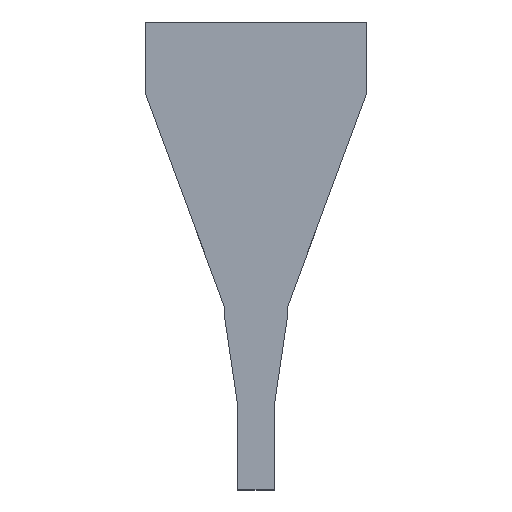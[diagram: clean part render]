
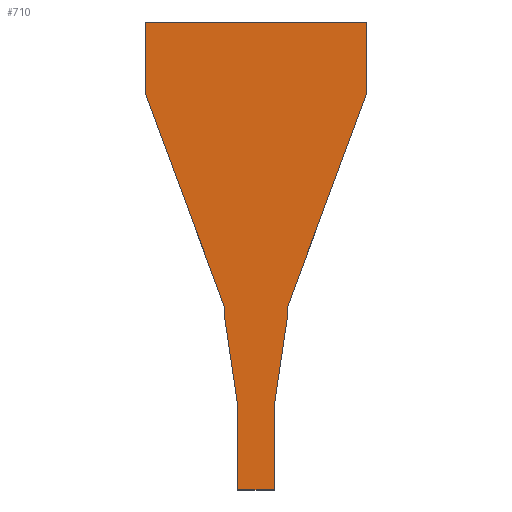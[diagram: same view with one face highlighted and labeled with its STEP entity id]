
A CAD part, top view. The second image highlights one B-rep face of the part: STEP entity #710.
In plain terms, the highlighted planar face has unit normal (0, 0, 1).
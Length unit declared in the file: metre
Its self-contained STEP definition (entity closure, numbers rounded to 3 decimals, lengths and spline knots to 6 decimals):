
#710 = ADVANCED_FACE( '', ( #1447 ), #1448, .F. );
#1447 = FACE_OUTER_BOUND( '', #2269, .T. );
#1448 = PLANE( '', #2270 );
#2269 = EDGE_LOOP( '', ( #4205, #4206, #4207, #4208, #4209, #4210, #4211, #4212, #4213, #4214, #4215, #4216 ) );
#2270 = AXIS2_PLACEMENT_3D( '', #4217, #4218, #4219 );
#4205 = ORIENTED_EDGE( '', *, *, #4666, .F. );
#4206 = ORIENTED_EDGE( '', *, *, #4995, .T. );
#4207 = ORIENTED_EDGE( '', *, *, #4568, .T. );
#4208 = ORIENTED_EDGE( '', *, *, #5010, .F. );
#4209 = ORIENTED_EDGE( '', *, *, #4797, .F. );
#4210 = ORIENTED_EDGE( '', *, *, #4896, .F. );
#4211 = ORIENTED_EDGE( '', *, *, #4273, .T. );
#4212 = ORIENTED_EDGE( '', *, *, #4737, .T. );
#4213 = ORIENTED_EDGE( '', *, *, #4902, .T. );
#4214 = ORIENTED_EDGE( '', *, *, #4807, .F. );
#4215 = ORIENTED_EDGE( '', *, *, #4258, .T. );
#4216 = ORIENTED_EDGE( '', *, *, #4969, .T. );
#4217 = CARTESIAN_POINT( '', ( -0.1524, 0.522777, 0.08255 ) );
#4218 = DIRECTION( '', ( 0., 0., -1. ) );
#4219 = DIRECTION( '', ( 1., 0., 0. ) );
#4258 = EDGE_CURVE( '', #5023, #5028, #5030, .T. );
#4273 = EDGE_CURVE( '', #5050, #5055, #5057, .T. );
#4568 = EDGE_CURVE( '', #5532, #5537, #5539, .T. );
#4666 = EDGE_CURVE( '', #5680, #5682, #5683, .T. );
#4737 = EDGE_CURVE( '', #5055, #5776, #5778, .T. );
#4797 = EDGE_CURVE( '', #5849, #5851, #5852, .T. );
#4807 = EDGE_CURVE( '', #5023, #5865, #5866, .T. );
#4896 = EDGE_CURVE( '', #5050, #5849, #5978, .T. );
#4902 = EDGE_CURVE( '', #5776, #5865, #5984, .T. );
#4969 = EDGE_CURVE( '', #5028, #5682, #6060, .T. );
#4995 = EDGE_CURVE( '', #5680, #5532, #6086, .T. );
#5010 = EDGE_CURVE( '', #5851, #5537, #6101, .T. );
#5023 = VERTEX_POINT( '', #6114 );
#5028 = VERTEX_POINT( '', #6121 );
#5030 = LINE( '', #6124, #6125 );
#5050 = VERTEX_POINT( '', #6153 );
#5055 = VERTEX_POINT( '', #6160 );
#5057 = LINE( '', #6163, #6164 );
#5532 = VERTEX_POINT( '', #6858 );
#5537 = VERTEX_POINT( '', #6865 );
#5539 = LINE( '', #6868, #6869 );
#5680 = VERTEX_POINT( '', #7094 );
#5682 = VERTEX_POINT( '', #7097 );
#5683 = LINE( '', #7098, #7099 );
#5776 = VERTEX_POINT( '', #7227 );
#5778 = LINE( '', #7230, #7231 );
#5849 = VERTEX_POINT( '', #7344 );
#5851 = VERTEX_POINT( '', #7347 );
#5852 = LINE( '', #7348, #7349 );
#5865 = VERTEX_POINT( '', #7366 );
#5866 = LINE( '', #7367, #7368 );
#5978 = LINE( '', #7527, #7528 );
#5984 = LINE( '', #7540, #7541 );
#6060 = LINE( '', #7638, #7639 );
#6086 = LINE( '', #7674, #7675 );
#6101 = LINE( '', #7695, #7696 );
#6114 = CARTESIAN_POINT( '', ( -1.0668, 2.456429, 0.08255 ) );
#6121 = CARTESIAN_POINT( '', ( -1.0668, 1.863374, 0.08255 ) );
#6124 = CARTESIAN_POINT( '', ( -1.0668, 2.032901, 0.08255 ) );
#6125 = VECTOR( '', #7712, 1. );
#6153 = CARTESIAN_POINT( '', ( 0.10414, 0., 0.08255 ) );
#6160 = CARTESIAN_POINT( '', ( 0.10414, 0.092248, 0.08255 ) );
#6163 = CARTESIAN_POINT( '', ( 0.10414, 0.046124, 0.08255 ) );
#6164 = VECTOR( '', #7724, 1. );
#6858 = CARTESIAN_POINT( '', ( -0.3048, -0.703748, 0.08255 ) );
#6865 = CARTESIAN_POINT( '', ( -0.3048, -1.410875, 0.08255 ) );
#6868 = CARTESIAN_POINT( '', ( -0.3048, -1.220375, 0.08255 ) );
#6869 = VECTOR( '', #8052, 1. );
#7094 = CARTESIAN_POINT( '', ( -0.40894, 0., 0.08255 ) );
#7097 = CARTESIAN_POINT( '', ( -0.40894, 0.092248, 0.08255 ) );
#7098 = CARTESIAN_POINT( '', ( -0.40894, 0.046124, 0.08255 ) );
#7099 = VECTOR( '', #8158, 1. );
#7227 = CARTESIAN_POINT( '', ( 0.762, 1.863374, 0.08255 ) );
#7230 = CARTESIAN_POINT( '', ( 0.43307, 0.977811, 0.08255 ) );
#7231 = VECTOR( '', #8250, 1. );
#7344 = CARTESIAN_POINT( '', ( 0., -0.703748, 0.08255 ) );
#7347 = CARTESIAN_POINT( '', ( 0., -1.410875, 0.08255 ) );
#7348 = CARTESIAN_POINT( '', ( 0., -1.220375, 0.08255 ) );
#7349 = VECTOR( '', #8302, 1. );
#7366 = CARTESIAN_POINT( '', ( 0.762, 2.456429, 0.08255 ) );
#7367 = CARTESIAN_POINT( '', ( -0.762, 2.456429, 0.08255 ) );
#7368 = VECTOR( '', #8313, 1. );
#7527 = CARTESIAN_POINT( '', ( 0.05207, -0.351874, 0.08255 ) );
#7528 = VECTOR( '', #8418, 1. );
#7540 = CARTESIAN_POINT( '', ( 0.762, 2.032901, 0.08255 ) );
#7541 = VECTOR( '', #8420, 1. );
#7638 = CARTESIAN_POINT( '', ( -0.73787, 0.977811, 0.08255 ) );
#7639 = VECTOR( '', #8484, 1. );
#7674 = CARTESIAN_POINT( '', ( -0.35687, -0.351874, 0.08255 ) );
#7675 = VECTOR( '', #8497, 1. );
#7695 = CARTESIAN_POINT( '', ( -0.2286, -1.410875, 0.08255 ) );
#7696 = VECTOR( '', #8501, 1. );
#7712 = DIRECTION( '', ( 0., -1., 0. ) );
#7724 = DIRECTION( '', ( 0., 1., 0. ) );
#8052 = DIRECTION( '', ( 0., -1., 0. ) );
#8158 = DIRECTION( '', ( 0., 1., 0. ) );
#8250 = DIRECTION( '', ( 0.348, 0.937, 0. ) );
#8302 = DIRECTION( '', ( 0., -1., 0. ) );
#8313 = DIRECTION( '', ( 1., 0., 0. ) );
#8418 = DIRECTION( '', ( -0.146, -0.989, 0. ) );
#8420 = DIRECTION( '', ( 0., 1., 0. ) );
#8484 = DIRECTION( '', ( 0.348, -0.937, 0. ) );
#8497 = DIRECTION( '', ( 0.146, -0.989, 0. ) );
#8501 = DIRECTION( '', ( -1., 0., 0. ) );
